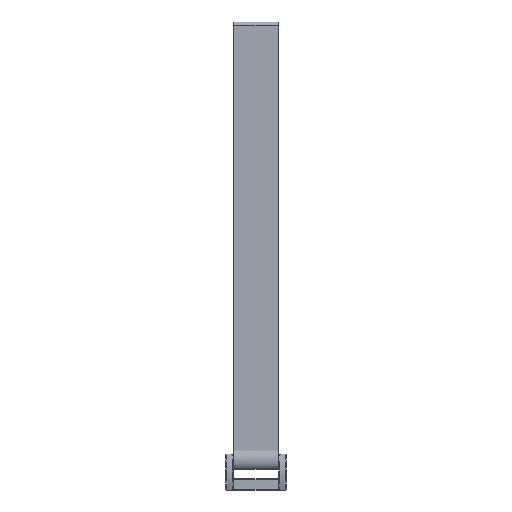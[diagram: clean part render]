
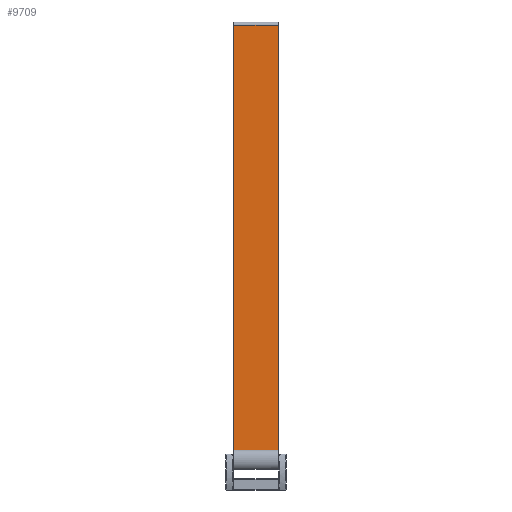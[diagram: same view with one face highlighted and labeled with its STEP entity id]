
A CAD part, front view. The second image highlights one B-rep face of the part: STEP entity #9709.
In plain terms, the highlighted free-form (B-spline) face has degree [1, 1] with [2, 2] control points.
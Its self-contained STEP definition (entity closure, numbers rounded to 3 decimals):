
#9523 = VERTEX_POINT('',#9524);
#9524 = CARTESIAN_POINT('',(31.148,-0.446,
    264.027));
#9532 = EDGE_CURVE('',#9533,#9523,#9535,.T.);
#9533 = VERTEX_POINT('',#9534);
#9534 = CARTESIAN_POINT('',(31.148,-0.446,
    12.935));
#9535 = B_SPLINE_CURVE_WITH_KNOTS('',1,(#9536,#9537),.UNSPECIFIED.,.F.,
  .F.,(2,2),(0.559,190.),.PIECEWISE_BEZIER_KNOTS.);
#9536 = CARTESIAN_POINT('',(31.148,-0.446,
    12.935));
#9537 = CARTESIAN_POINT('',(31.148,-0.446,
    264.027));
#9658 = VERTEX_POINT('',#9659);
#9659 = CARTESIAN_POINT('',(4.639,-0.446,
    12.935));
#9669 = EDGE_CURVE('',#9658,#9670,#9672,.T.);
#9670 = VERTEX_POINT('',#9671);
#9671 = CARTESIAN_POINT('',(4.639,-0.446,
    264.027));
#9672 = B_SPLINE_CURVE_WITH_KNOTS('',1,(#9673,#9674),.UNSPECIFIED.,.F.,
  .F.,(2,2),(0.559,190.),.PIECEWISE_BEZIER_KNOTS.);
#9673 = CARTESIAN_POINT('',(4.639,-0.446,
    12.935));
#9674 = CARTESIAN_POINT('',(4.639,-0.446,
    264.027));
#9709 = ADVANCED_FACE('',(#9710),#9724,.T.);
#9710 = FACE_BOUND('',#9711,.T.);
#9711 = EDGE_LOOP('',(#9712,#9717,#9718,#9723));
#9712 = ORIENTED_EDGE('',*,*,#9713,.F.);
#9713 = EDGE_CURVE('',#9533,#9658,#9714,.T.);
#9714 = B_SPLINE_CURVE_WITH_KNOTS('',1,(#9715,#9716),.UNSPECIFIED.,.F.,
  .F.,(2,2),(-10.,10.),.PIECEWISE_BEZIER_KNOTS.);
#9715 = CARTESIAN_POINT('',(31.148,-0.446,
    12.935));
#9716 = CARTESIAN_POINT('',(4.639,-0.446,
    12.935));
#9717 = ORIENTED_EDGE('',*,*,#9532,.T.);
#9718 = ORIENTED_EDGE('',*,*,#9719,.F.);
#9719 = EDGE_CURVE('',#9670,#9523,#9720,.T.);
#9720 = B_SPLINE_CURVE_WITH_KNOTS('',1,(#9721,#9722),.UNSPECIFIED.,.F.,
  .F.,(2,2),(-20.,0.),.PIECEWISE_BEZIER_KNOTS.);
#9721 = CARTESIAN_POINT('',(4.639,-0.446,
    264.027));
#9722 = CARTESIAN_POINT('',(31.148,-0.446,
    264.027));
#9723 = ORIENTED_EDGE('',*,*,#9669,.F.);
#9724 = B_SPLINE_SURFACE_WITH_KNOTS('',1,1,(
    (#9725,#9726)
    ,(#9727,#9728
    )),.UNSPECIFIED.,.F.,.F.,.F.,(2,2),(2,2),(0.,20.),(
    0.559,190.),.PIECEWISE_BEZIER_KNOTS.);
#9725 = CARTESIAN_POINT('',(4.639,-0.446,
    12.935));
#9726 = CARTESIAN_POINT('',(4.639,-0.446,
    264.027));
#9727 = CARTESIAN_POINT('',(31.148,-0.446,
    12.935));
#9728 = CARTESIAN_POINT('',(31.148,-0.446,
    264.027));
